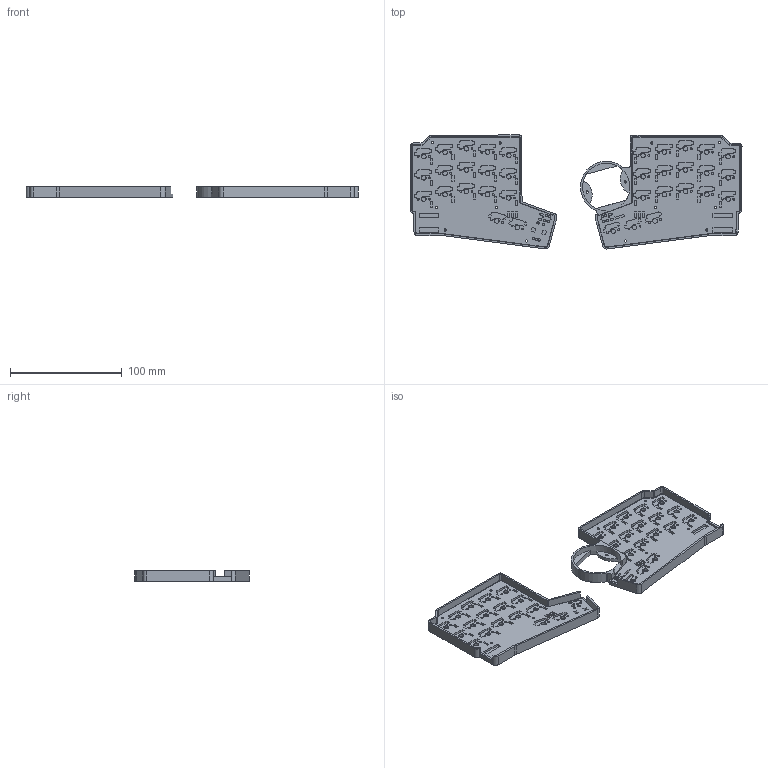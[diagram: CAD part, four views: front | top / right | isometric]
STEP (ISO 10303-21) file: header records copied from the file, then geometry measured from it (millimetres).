
FILE_DESCRIPTION(/* description */ (''),/* implementation_level */ '2;1');
FILE_NAME(/* name */ '3x5 kb case w track ball v38.step',/* time_stamp */ '2023-10-15T11:50:44+08:00',/* author */ (''),/* organization */ (''),/* preprocessor_version */ 'ST-DEVELOPER v20',/* originating_system */ 'Autodesk Translation Framework v12.14.0.127',/* authorisation */ '');
FILE_SCHEMA (('AUTOMOTIVE_DESIGN { 1 0 10303 214 3 1 1 }'));
Length unit declared in the file: millimetre
Products named in the file (2): 3x5 kb case w track ball; awkb keyboard case
Assembly tree (1 placements, depth 2):
  3x5 kb case w track ball
    awkb keyboard case
Bounding box: 296.73 x 101.91 x 9.6 mm (x, y, z)
Volume: 64256.2 mm3; surface area: 63182.2 mm2
Topology: 2 solids, 2 shells, 1292 faces, 3311 edges, 2206 vertices
Faces by surface type: plane 989, cylinder 303
Full cylindrical faces by diameter (mm): 0.9 x4, 1.7 x35, 2 x14, 2.1 x5, 4 x35, 6.3 x12
Entity records: 39029 total; most frequent: CARTESIAN_POINT 6812, ORIENTED_EDGE 6622, DIRECTION 6515, EDGE_CURVE 3311, LINE 2697, VECTOR 2697, VERTEX_POINT 2206, AXIS2_PLACEMENT_3D 1909
